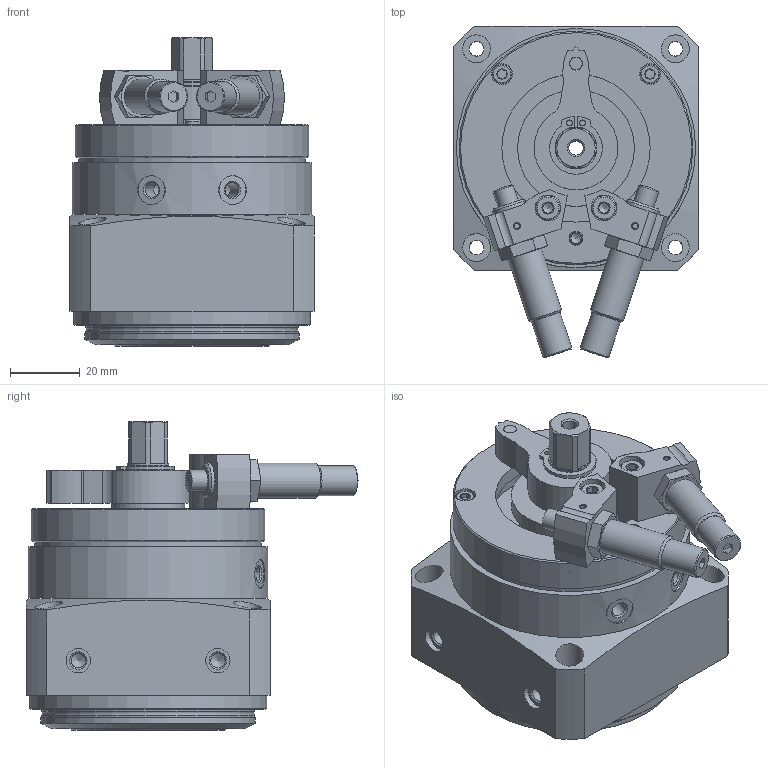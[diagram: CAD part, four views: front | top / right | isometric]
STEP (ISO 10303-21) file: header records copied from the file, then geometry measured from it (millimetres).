
FILE_DESCRIPTION(/* description */ ('STEP AP214'),/* implementation_level */ '2;1');
FILE_NAME(/* name */ '1369123_DSM-16-270-CC-HD-A-B',/* time_stamp */ '2024-08-21T18:15:19+02:00',/* author */ ('License CC BY-ND 4.0'),/* organization */ ('CADENAS'),/* preprocessor_version */ 'ST-DEVELOPER v19.3',/* originating_system */ 'PARTsolutions',/* authorisation */ ' ');
FILE_SCHEMA (('AUTOMOTIVE_DESIGN {1 0 10303 214 3 1 1}'));
Length unit declared in the file: millimetre
Products named in the file (9): 1369123 DSM-16-270-CC-HD-A-B---(0); 1411392 DSM-16-270-HD---(Geh); 342621 DSM-16_NS; 704063 DSM-16-BR---(HZ); 548012 DYSC-7-5-Y1F---(SD_0); DIN-912 - M4x18(F); Flachmutter M10x1-3.5-12; 704062 DSM-16-BL---(HZ); 1411392 DSM-16-270-HD---(Kol)
Assembly tree (12 placements, depth 2):
  1369123 DSM-16-270-CC-HD-A-B---(0)
    1411392 DSM-16-270-HD---(Geh)
    342621 DSM-16_NS  x2
    704063 DSM-16-BR---(HZ)
    548012 DYSC-7-5-Y1F---(SD_0)  x2
    DIN-912 - M4x18(F)  x2
    Flachmutter M10x1-3.5-12  x2
    704062 DSM-16-BL---(HZ)
    1411392 DSM-16-270-HD---(Kol)
Bounding box: 70 x 95.19 x 88.5 mm (x, y, z)
Volume: 236477.6 mm3; surface area: 69109.7 mm2
Topology: 12 solids, 14 shells, 540 faces, 1199 edges, 760 vertices
Faces by surface type: plane 265, cylinder 157, cone 101, torus 15, sphere 2
Full cylindrical faces by diameter (mm): 1.567 x2, 1.7 x2, 2.1 x2, 3 x2, 3.242 x6, 3.7 x2, 4 x3, 4.134 x13, 4.2 x4, 4.5 x2, 5.5 x4, 6 x8, 7 x16, 7.4 x2, 8 x8, 8.3 x2, 8.6 x2, 8.917 x4, 10 x2, 11.5 x1, 12 x3, 15 x2, 18 x2, 21 x1, 29 x1, 33.5 x1, 42.5 x1, 47 x1, 51.4 x2, 54 x1
Entity records: 13333 total; most frequent: CARTESIAN_POINT 2225, DIRECTION 2085, ORIENTED_EDGE 1610, AXIS2_PLACEMENT_3D 873, EDGE_CURVE 805, FACE_BOUND 767, EDGE_LOOP 755, VERTEX_POINT 624
